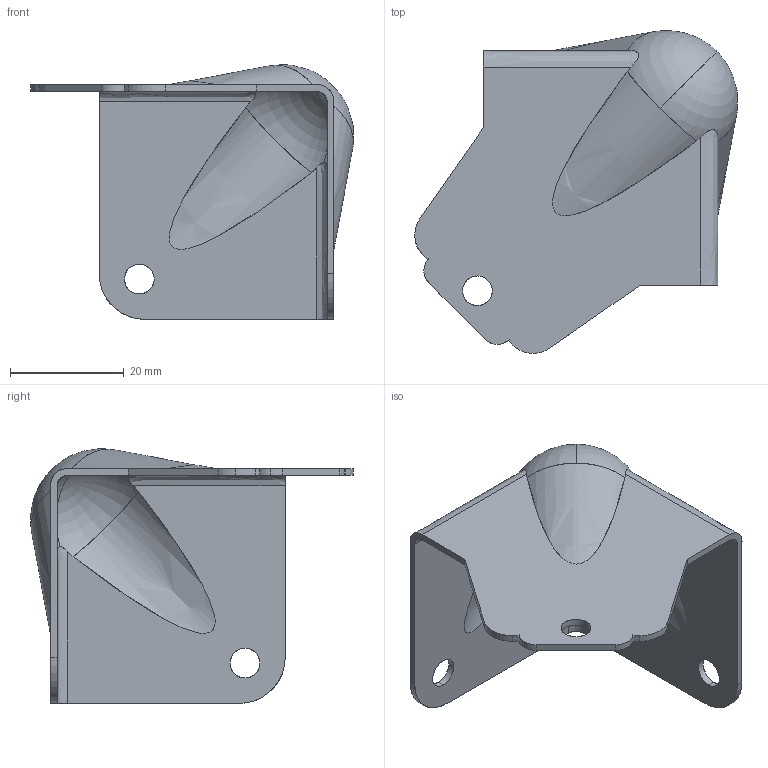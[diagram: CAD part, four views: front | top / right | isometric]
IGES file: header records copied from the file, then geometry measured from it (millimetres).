
Start section: SolidWorks IGES file using analytic representation for surfaces
Global section: file name: 4118.IGS; native system: SolidWorks 2010; preprocessor: SolidWorks 2010; author: martinb; date: 100819.090028; units: millimetre
Bounding box: 56.59 x 56.65 x 44.7 mm (x, y, z)
Surface area: 11069.3 mm2 (no closed solid volume)
Topology: 0 solids, 0 shells, 46 faces, 834 edges, 833 vertices
Faces by surface type: revolution 30, bspline 16
